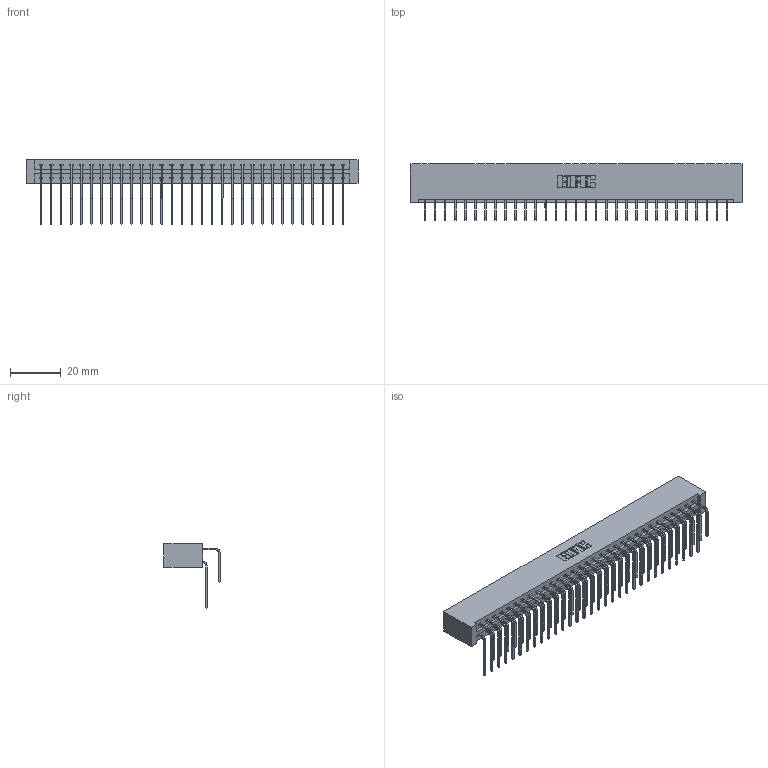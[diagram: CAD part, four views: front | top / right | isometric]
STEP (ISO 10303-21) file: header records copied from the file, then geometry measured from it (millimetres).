
FILE_DESCRIPTION (( 'STEP AP203' ), '1' );
FILE_NAME ('337-062-558-201.STEP', '2019-10-09T21:38:42', ( '' ), ( '' ), 'SwSTEP 2.0', 'SolidWorks 2016', '' );
FILE_SCHEMA (( 'CONFIG_CONTROL_DESIGN' ));
Length unit declared in the file: inch
Products named in the file (4): 345-292-001_558 Tail - 2; 337 Part_No Mounting Lugs; 345-292-001_558 559 Tail - 1; 337-062-558-201
Assembly tree (63 placements, depth 2):
  337-062-558-201
    337 Part_No Mounting Lugs
    345-292-001_558 559 Tail - 1  x31
    345-292-001_558 Tail - 2  x31
Bounding box: 130.71 x 22.17 x 25.53 mm (x, y, z)
Volume: 14747.1 mm3; surface area: 18416.7 mm2
Topology: 63 solids, 63 shells, 3578 faces, 10641 edges, 7010 vertices
Faces by surface type: plane 2546, cylinder 1032
Entity records: 26965 total; most frequent: CARTESIAN_POINT 4597, ORIENTED_EDGE 4482, DIRECTION 3905, EDGE_CURVE 2241, LINE 2081, VECTOR 2081, VERTEX_POINT 1490, AXIS2_PLACEMENT_3D 912
